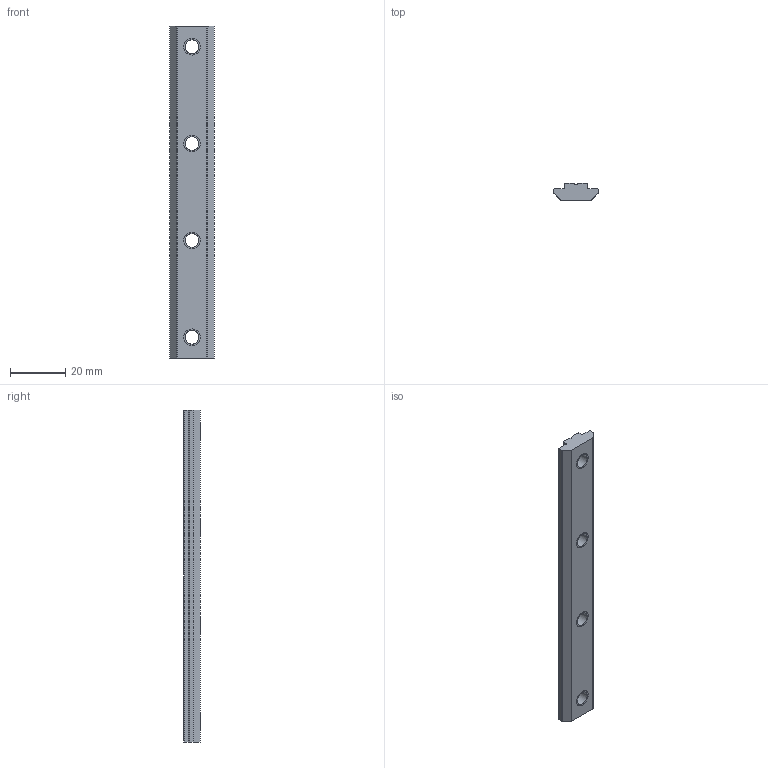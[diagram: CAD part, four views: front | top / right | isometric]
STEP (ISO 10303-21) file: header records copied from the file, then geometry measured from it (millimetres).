
FILE_DESCRIPTION((''),'2;1');
FILE_NAME('11083_LINEARNI_SPOJ_L120_U8','2022-09-16T13:33:12',('PredragRovcanin'),('Audax d.o.o.'),'CREO PARAMETRIC BY PTC INC, 2020281','CREO PARAMETRIC BY PTC INC, 2020281','');
FILE_SCHEMA(('AUTOMOTIVE_DESIGN { 1 0 10303 214 1 1 1 1 }'));
Length unit declared in the file: millimetre
Products named in the file (1): 11083_LINEARNI_SPOJ_L120_U8
Bounding box: 16 x 6 x 120 mm (x, y, z)
Volume: 8411.8 mm3; surface area: 5668.3 mm2
Topology: 1 solids, 5 shells, 54 faces, 205 edges, 154 vertices
Faces by surface type: cylinder 31, plane 23
Entity records: 3747 total; most frequent: CARTESIAN_POINT 535, ORIENTED_EDGE 352, DIRECTION 339, COLOUR_RGB 322, PRESENTATION_STYLE_ASSIGNMENT 212, STYLED_ITEM 212, CURVE_STYLE 207, EDGE_CURVE 200
